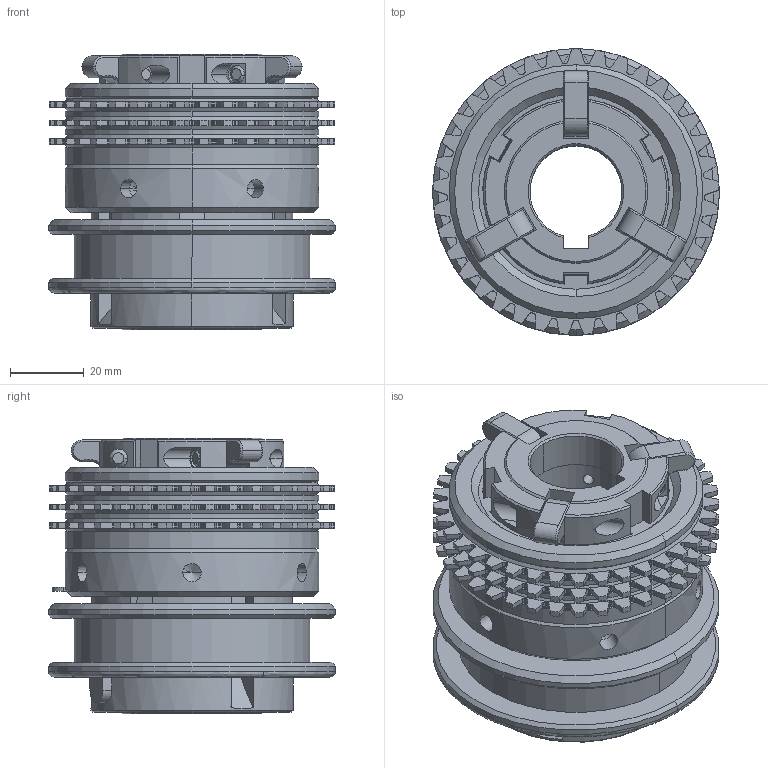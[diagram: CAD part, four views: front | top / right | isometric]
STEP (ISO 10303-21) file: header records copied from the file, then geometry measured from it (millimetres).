
FILE_DESCRIPTION (( 'STEP AP203' ), '1' );
FILE_NAME ('Assem2.STEP', '2017-10-20T04:14:18', ( ' ' ), ( '' ), 'SwSTEP 2.0', 'SolidWorks 2009', '' );
FILE_SCHEMA (( 'CONFIG_CONTROL_DESIGN' ));
Length unit declared in the file: millimetre
Products named in the file (1): Assem2
Bounding box: 78 x 78 x 75 mm (x, y, z)
Volume: 190095.1 mm3; surface area: 69504.1 mm2
Topology: 1 solids, 1 shells, 1771 faces, 5079 edges, 3328 vertices
Faces by surface type: cylinder 850, plane 568, bspline 230, cone 123
Entity records: 79967 total; most frequent: CARTESIAN_POINT 33566, ORIENTED_EDGE 10134, DIRECTION 9434, EDGE_CURVE 5067, AXIS2_PLACEMENT_3D 3400, VERTEX_POINT 3328, VECTOR 2634, LINE 2634
